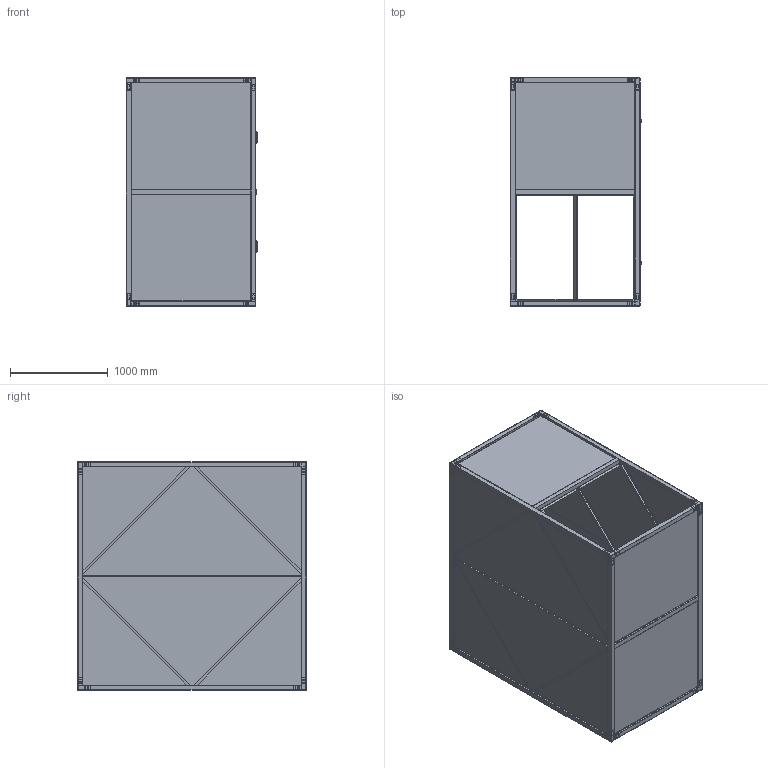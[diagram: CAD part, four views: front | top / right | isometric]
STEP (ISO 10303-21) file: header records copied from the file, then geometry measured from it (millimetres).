
FILE_DESCRIPTION (( 'STEP AP203' ), '1' );
FILE_NAME ('850244_SK-28-G2-2340.STEP', '2022-06-23T11:32:01', ( '' ), ( '' ), 'SwSTEP 2.0', 'SolidWorks 2019', '' );
FILE_SCHEMA (( 'CONFIG_CONTROL_DESIGN' ));
Products named in the file (1): 850244_SK-28-G2-2340
Bounding box: 1344.3 x 2340.05 x 2340.4 mm (x, y, z)
Volume: 41369335 mm3; surface area: 49772651.4 mm2
Topology: 53 solids, 53 shells, 4296 faces, 10858 edges, 6692 vertices
Faces by surface type: plane 2378, cylinder 1462, cone 272, bspline 160, torus 16, sphere 8
Entity records: 132371 total; most frequent: CARTESIAN_POINT 27471, DIRECTION 21748, ORIENTED_EDGE 21700, EDGE_CURVE 10850, VECTOR 7626, LINE 7626, AXIS2_PLACEMENT_3D 7061, VERTEX_POINT 6692
